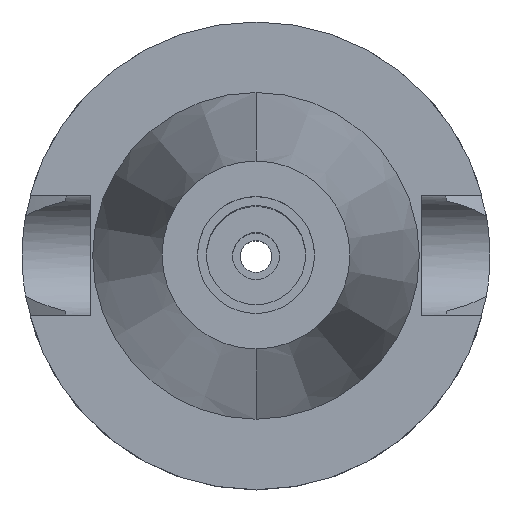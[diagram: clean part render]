
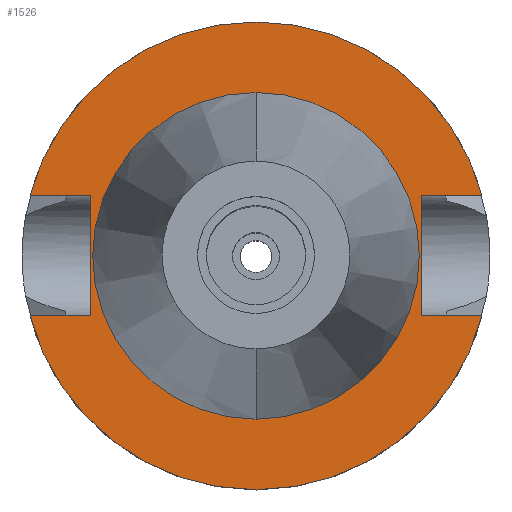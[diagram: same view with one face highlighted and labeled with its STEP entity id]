
A CAD part, top view. The second image highlights one B-rep face of the part: STEP entity #1526.
In plain terms, the highlighted planar face has unit normal (0, 0, 1).
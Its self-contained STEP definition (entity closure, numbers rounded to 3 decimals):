
#108=DIRECTION('',(0.,1.,0.));
#109=VECTOR('',#108,25.7);
#110=CARTESIAN_POINT('',(-35.4,-12.85,-1.5));
#111=LINE('',#110,#109);
#115=DIRECTION('',(-1.,0.,0.));
#116=VECTOR('',#115,12.921);
#117=CARTESIAN_POINT('',(-35.4,12.85,-1.5));
#118=LINE('',#117,#116);
#122=CARTESIAN_POINT('',(0.,0.,-1.5));
#123=DIRECTION('',(0.,0.,-1.));
#124=DIRECTION('',(-0.966,0.257,0.));
#125=AXIS2_PLACEMENT_3D('',#122,#123,#124);
#130=CARTESIAN_POINT('',(0.,0.,-1.5));
#131=DIRECTION('',(0.,0.,-1.));
#132=DIRECTION('',(0.,1.,0.));
#133=AXIS2_PLACEMENT_3D('',#130,#131,#132);
#138=DIRECTION('',(0.,-1.,0.));
#139=VECTOR('',#138,25.7);
#140=CARTESIAN_POINT('',(35.4,12.85,-1.5));
#141=LINE('',#140,#139);
#145=DIRECTION('',(1.,0.,0.));
#146=VECTOR('',#145,12.921);
#147=CARTESIAN_POINT('',(35.4,-12.85,-1.5));
#148=LINE('',#147,#146);
#152=CARTESIAN_POINT('',(0.,0.,-1.5));
#153=DIRECTION('',(0.,0.,-1.));
#154=DIRECTION('',(0.966,-0.257,0.));
#155=AXIS2_PLACEMENT_3D('',#152,#153,#154);
#160=CARTESIAN_POINT('',(0.,0.,-1.5));
#161=DIRECTION('',(0.,0.,-1.));
#162=DIRECTION('',(0.,-1.,0.));
#163=AXIS2_PLACEMENT_3D('',#160,#161,#162);
#168=CARTESIAN_POINT('',(0.,0.,-1.5));
#169=DIRECTION('',(0.,0.,1.));
#170=DIRECTION('',(0.,-1.,0.));
#171=AXIS2_PLACEMENT_3D('',#168,#169,#170);
#176=CARTESIAN_POINT('',(0.,0.,-1.5));
#177=DIRECTION('',(0.,0.,1.));
#178=DIRECTION('',(0.,1.,0.));
#179=AXIS2_PLACEMENT_3D('',#176,#177,#178);
#214=DIRECTION('',(-1.,0.,0.));
#215=VECTOR('',#214,12.921);
#216=CARTESIAN_POINT('',(-35.4,-12.85,-1.5));
#217=LINE('',#216,#215);
#463=DIRECTION('',(1.,0.,0.));
#464=VECTOR('',#463,12.921);
#465=CARTESIAN_POINT('',(35.4,12.85,-1.5));
#466=LINE('',#465,#464);
#1214=CARTESIAN_POINT('',(0.,34.925,-1.5));
#1215=VERTEX_POINT('',#1214);
#1216=CARTESIAN_POINT('',(0.,-34.925,-1.5));
#1217=VERTEX_POINT('',#1216);
#1218=CARTESIAN_POINT('',(-35.4,-12.85,-1.5));
#1219=CARTESIAN_POINT('',(-35.4,12.85,-1.5));
#1220=VERTEX_POINT('',#1218);
#1221=VERTEX_POINT('',#1219);
#1222=CARTESIAN_POINT('',(-48.321,12.85,-1.5));
#1223=VERTEX_POINT('',#1222);
#1224=CARTESIAN_POINT('',(0.,50.,-1.5));
#1225=CARTESIAN_POINT('',(48.321,12.85,-1.5));
#1226=VERTEX_POINT('',#1224);
#1227=VERTEX_POINT('',#1225);
#1228=CARTESIAN_POINT('',(35.4,12.85,-1.5));
#1229=VERTEX_POINT('',#1228);
#1230=CARTESIAN_POINT('',(35.4,-12.85,-1.5));
#1231=VERTEX_POINT('',#1230);
#1232=CARTESIAN_POINT('',(48.321,-12.85,-1.5));
#1233=VERTEX_POINT('',#1232);
#1234=CARTESIAN_POINT('',(0.,-50.,-1.5));
#1235=CARTESIAN_POINT('',(-48.321,-12.85,-1.5));
#1236=VERTEX_POINT('',#1234);
#1237=VERTEX_POINT('',#1235);
#1495=CARTESIAN_POINT('',(0.,0.,-1.5));
#1496=DIRECTION('',(0.,0.,1.));
#1497=DIRECTION('',(0.,1.,0.));
#1498=AXIS2_PLACEMENT_3D('',#1495,#1496,#1497);
#1499=PLANE('',#1498);
#1501=ORIENTED_EDGE('',*,*,#1500,.T.);
#1503=ORIENTED_EDGE('',*,*,#1502,.T.);
#1505=ORIENTED_EDGE('',*,*,#1504,.T.);
#1507=ORIENTED_EDGE('',*,*,#1506,.T.);
#1509=ORIENTED_EDGE('',*,*,#1508,.F.);
#1511=ORIENTED_EDGE('',*,*,#1510,.T.);
#1513=ORIENTED_EDGE('',*,*,#1512,.T.);
#1515=ORIENTED_EDGE('',*,*,#1514,.T.);
#1517=ORIENTED_EDGE('',*,*,#1516,.T.);
#1519=ORIENTED_EDGE('',*,*,#1518,.F.);
#1520=EDGE_LOOP('',(#1501,#1503,#1505,#1507,#1509,#1511,#1513,#1515,#1517,
#1519));
#1521=FACE_OUTER_BOUND('',#1520,.F.);
#1522=ORIENTED_EDGE('',*,*,#1474,.T.);
#1523=ORIENTED_EDGE('',*,*,#1490,.T.);
#1524=EDGE_LOOP('',(#1522,#1523));
#1525=FACE_BOUND('',#1524,.F.);
#126=CIRCLE('',#125,50.);
#134=CIRCLE('',#133,50.);
#156=CIRCLE('',#155,50.);
#164=CIRCLE('',#163,50.);
#172=CIRCLE('',#171,34.925);
#180=CIRCLE('',#179,34.925);
#1474=EDGE_CURVE('',#1217,#1215,#172,.T.);
#1490=EDGE_CURVE('',#1215,#1217,#180,.T.);
#1500=EDGE_CURVE('',#1220,#1221,#111,.T.);
#1502=EDGE_CURVE('',#1221,#1223,#118,.T.);
#1504=EDGE_CURVE('',#1223,#1226,#126,.T.);
#1506=EDGE_CURVE('',#1226,#1227,#134,.T.);
#1508=EDGE_CURVE('',#1229,#1227,#466,.T.);
#1510=EDGE_CURVE('',#1229,#1231,#141,.T.);
#1512=EDGE_CURVE('',#1231,#1233,#148,.T.);
#1514=EDGE_CURVE('',#1233,#1236,#156,.T.);
#1516=EDGE_CURVE('',#1236,#1237,#164,.T.);
#1518=EDGE_CURVE('',#1220,#1237,#217,.T.);
#1526=ADVANCED_FACE('',(#1521,#1525),#1499,.T.);
